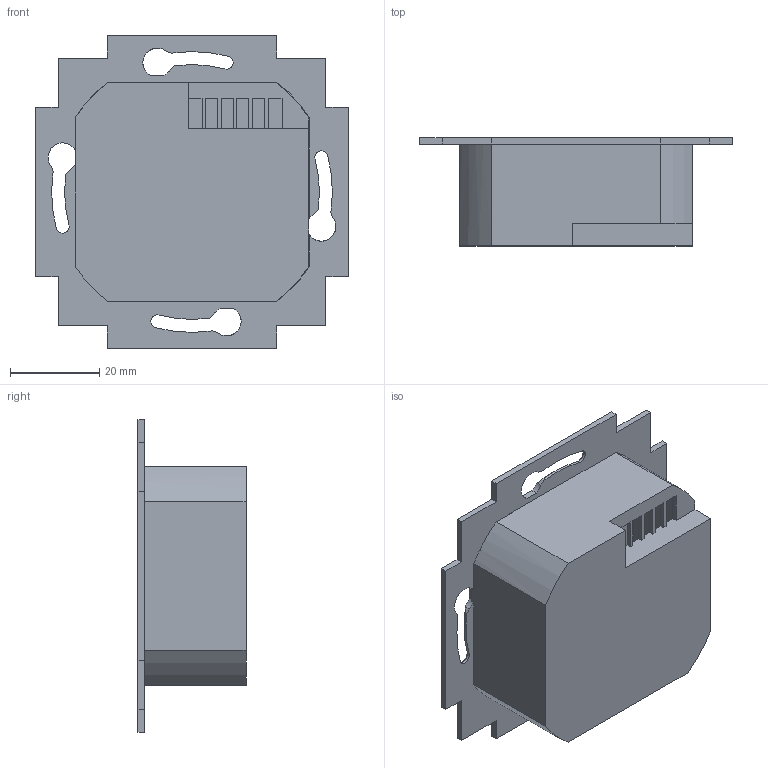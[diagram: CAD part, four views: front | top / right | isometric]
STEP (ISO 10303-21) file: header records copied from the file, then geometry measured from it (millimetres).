
FILE_DESCRIPTION(/* description */ (''),/* implementation_level */ '2;1');
FILE_NAME(/* name */ 'UPgehaeuse v36_bottom.step',/* time_stamp */ '2025-04-22T12:46:38+02:00',/* author */ (''),/* organization */ (''),/* preprocessor_version */ 'ST-DEVELOPER v20.1',/* originating_system */ 'Autodesk Translation Framework v14.4.0.0',/* authorisation */ '');
FILE_SCHEMA (('AUTOMOTIVE_DESIGN { 1 0 10303 214 3 1 1 }'));
Length unit declared in the file: millimetre
Products named in the file (1): UPgehaeuse
Bounding box: 70 x 24.2 x 70 mm (x, y, z)
Volume: 14694.8 mm3; surface area: 22325.3 mm2
Topology: 2 solids, 2 shells, 173 faces, 507 edges, 334 vertices
Faces by surface type: plane 111, cylinder 48, cone 14
Full cylindrical faces by diameter (mm): 4.1 x2
Entity records: 5809 total; most frequent: CARTESIAN_POINT 1055, ORIENTED_EDGE 1014, DIRECTION 959, EDGE_CURVE 507, LINE 371, VECTOR 371, VERTEX_POINT 334, AXIS2_PLACEMENT_3D 294
